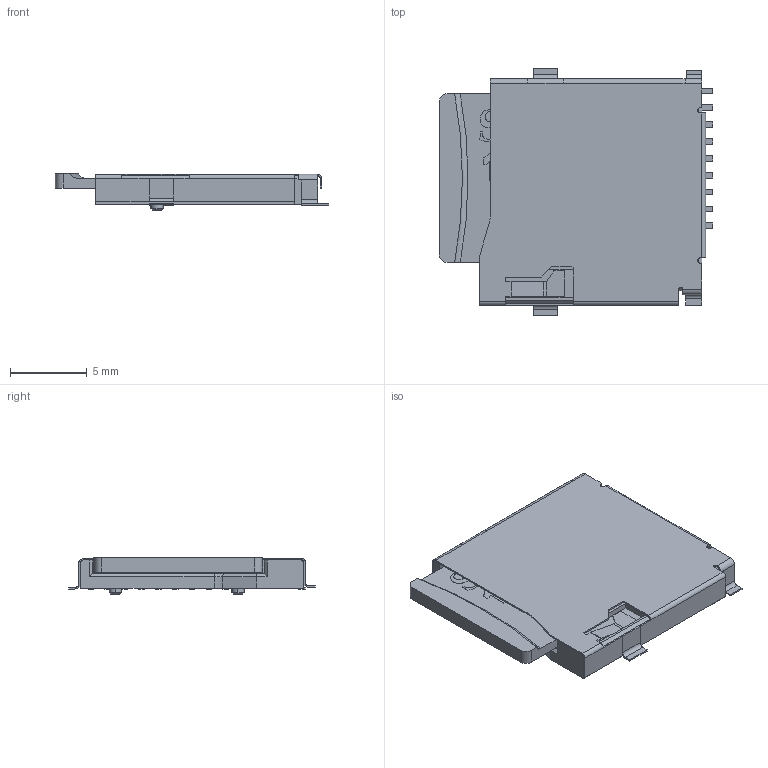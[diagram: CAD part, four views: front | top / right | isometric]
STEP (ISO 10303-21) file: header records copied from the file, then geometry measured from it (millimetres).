
FILE_DESCRIPTION (( 'STEP AP214' ), '1' );
FILE_NAME ('TF-01A.STEP', '2021-08-26T10:54:05', ( '' ), ( '' ), 'SwSTEP 2.0', 'SolidWorks 2018', '' );
FILE_SCHEMA (( 'AUTOMOTIVE_DESIGN' ));
Length unit declared in the file: millimetre
Products named in the file (2): TF-01A
Bounding box: 17.82 x 16.1 x 2.4 mm (x, y, z)
Volume: 383.5 mm3; surface area: 1421.2 mm2
Topology: 12 solids, 12 shells, 698 faces, 1805 edges, 1163 vertices
Faces by surface type: plane 452, cylinder 120, bspline 120, cone 5, torus 1
Entity records: 26180 total; most frequent: CARTESIAN_POINT 8892, ORIENTED_EDGE 3610, DIRECTION 2958, EDGE_CURVE 1805, VECTOR 1320, LINE 1320, VERTEX_POINT 1163, AXIS2_PLACEMENT_3D 819
